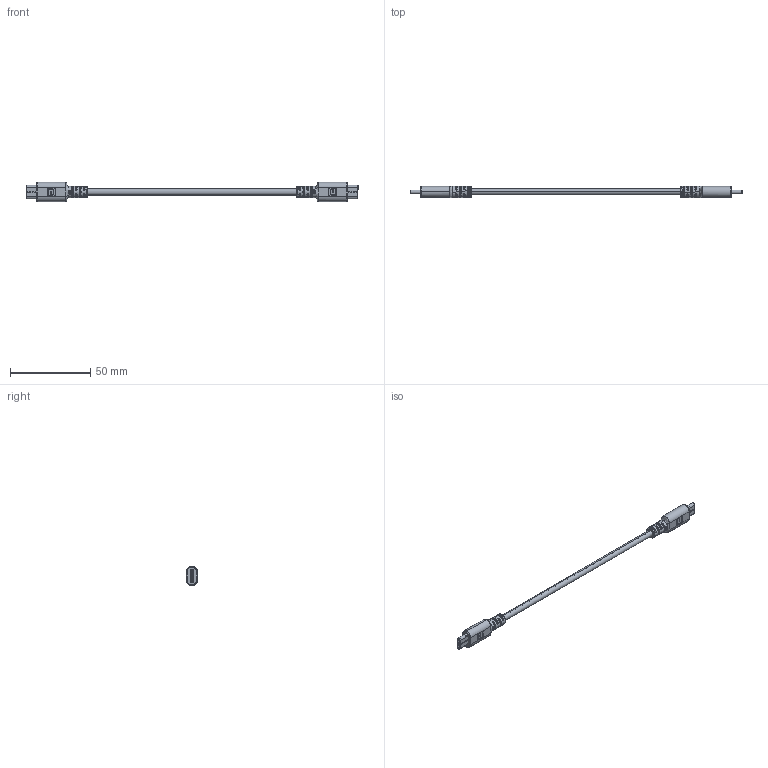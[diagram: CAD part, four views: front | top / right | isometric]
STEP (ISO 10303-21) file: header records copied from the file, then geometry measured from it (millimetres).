
FILE_DESCRIPTION (( 'STEP AP203' ), '1' );
FILE_NAME ('10-06132.STEP', '2025-03-24T18:53:51', ( '' ), ( '' ), 'SwSTEP 2.0', 'SolidWorks 2021', '' );
FILE_SCHEMA (( 'CONFIG_CONTROL_DESIGN' ));
Length unit declared in the file: millimetre
Products named in the file (4): 10-06132; 30-03505_blunt cut; 50-01064_Hidden emarker; 24-00326
Assembly tree (5 placements, depth 2):
  10-06132
    24-00326  x2
    30-03505_blunt cut
    50-01064_Hidden emarker  x2
Bounding box: 206.3 x 7.38 x 12 mm (x, y, z)
Volume: 5079.6 mm3; surface area: 20592.7 mm2
Topology: 55 solids, 55 shells, 1076 faces, 2646 edges, 1728 vertices
Faces by surface type: plane 496, cylinder 352, bspline 174, torus 54
Entity records: 24386 total; most frequent: CARTESIAN_POINT 7723, ORIENTED_EDGE 3312, DIRECTION 3305, EDGE_CURVE 1656, AXIS2_PLACEMENT_3D 1262, VERTEX_POINT 1086, EDGE_LOOP 830, VECTOR 781
